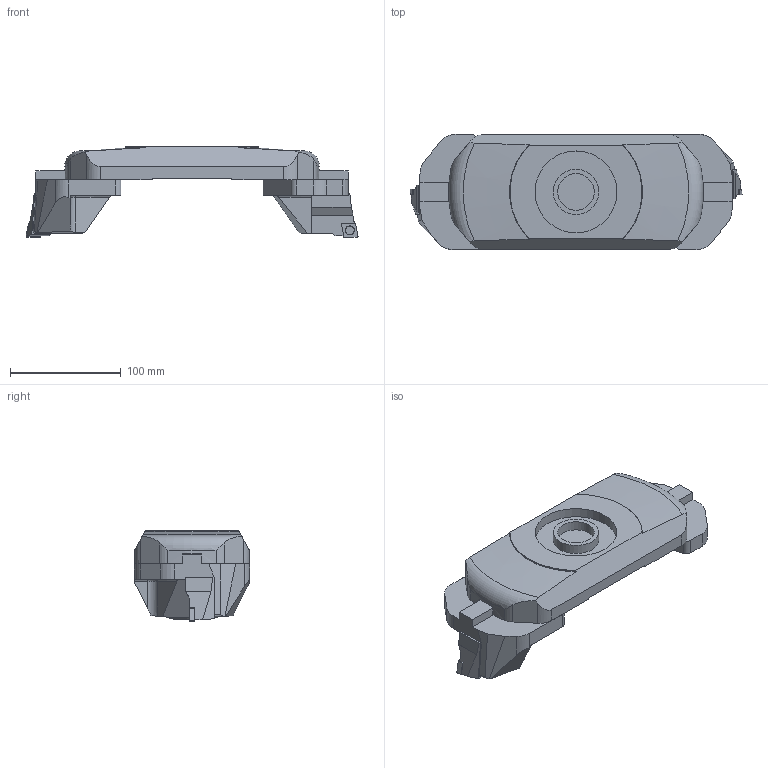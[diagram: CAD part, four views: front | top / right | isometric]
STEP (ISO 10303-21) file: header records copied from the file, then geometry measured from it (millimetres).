
FILE_DESCRIPTION(/* description */ (''),/* implementation_level */ '2;1');
FILE_NAME(/* name */ '1570449194160.stp',/* time_stamp */ '2019-10-07T13:53:21+02:00',/* author */ (''),/* organization */ ('SMS'),/* preprocessor_version */ 'ST-DEVELOPER v16.7',/* originating_system */ 'SIEMENS PLM Software NX 12.0',/* authorisation */ '');
FILE_SCHEMA (('AUTOMOTIVE_DESIGN { 1 0 10303 214 3 1 1 1 }'));
Length unit declared in the file: millimetre
Products named in the file (8): 201992388mod000_00; ASSEMBLY_CONSTRUCTION; IsoTurningInsert; 111169503mod000_01; 111165432mod000_01; 111169296mod000_01; 111164499mod000_01
Assembly tree (9 placements, depth 3):
  111164499mod000_01
    111165432mod000_01
    111169503mod000_01  x2
    111169296mod000_01  x2
      IsoTurningInsert
      ASSEMBLY_CONSTRUCTION
      201992388mod000_00
    ASSEMBLY_CONSTRUCTION
Bounding box: 299.96 x 104 x 82 mm (x, y, z)
Volume: 866852.1 mm3; surface area: 124872.1 mm2
Topology: 7 solids, 7 shells, 204 faces, 540 edges, 379 vertices
Faces by surface type: plane 129, cylinder 47, cone 16, torus 12
Full cylindrical faces by diameter (mm): 5.5 x4, 33 x1, 41 x1, 74 x1
Entity records: 4632 total; most frequent: CARTESIAN_POINT 844, DIRECTION 693, ORIENTED_EDGE 642, EDGE_CURVE 321, AXIS2_PLACEMENT_3D 243, VERTEX_POINT 217, LINE 207, VECTOR 207
